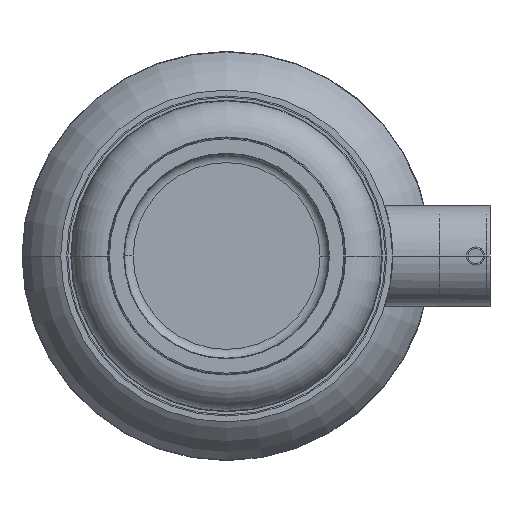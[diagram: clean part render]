
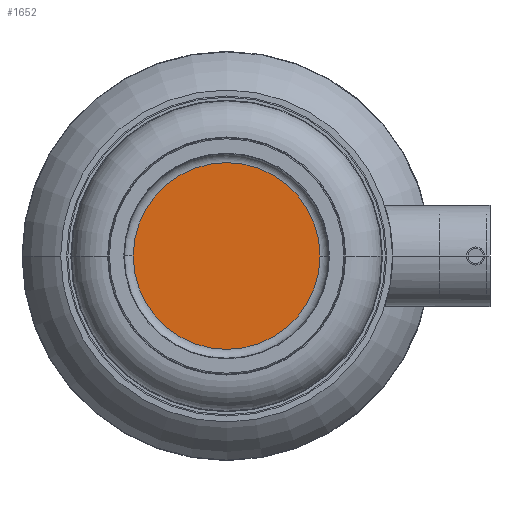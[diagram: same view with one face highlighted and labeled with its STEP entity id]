
A CAD part, front view. The second image highlights one B-rep face of the part: STEP entity #1652.
In plain terms, the highlighted face is planar.
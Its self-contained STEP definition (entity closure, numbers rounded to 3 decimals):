
#1319=CARTESIAN_POINT('',(0.,0.,-3.));
#1320=DIRECTION('',(0.,0.,1.));
#1321=DIRECTION('',(-1.,0.,0.));
#1322=AXIS2_PLACEMENT_3D('',#1319,#1320,#1321);
#1324=CARTESIAN_POINT('',(0.,0.,-3.));
#1325=DIRECTION('',(0.,0.,1.));
#1326=DIRECTION('',(1.,0.,0.));
#1327=AXIS2_PLACEMENT_3D('',#1324,#1325,#1326);
#1637=CARTESIAN_POINT('',(-25.882,0.,-3.));
#1638=CARTESIAN_POINT('',(25.882,0.,-3.));
#1639=VERTEX_POINT('',#1637);
#1640=VERTEX_POINT('',#1638);
#1641=CARTESIAN_POINT('',(0.,0.,-3.));
#1642=DIRECTION('',(0.,0.,1.));
#1643=DIRECTION('',(-1.,0.,0.));
#1644=AXIS2_PLACEMENT_3D('',#1641,#1642,#1643);
#1645=PLANE('',#1644);
#1647=ORIENTED_EDGE('',*,*,#1646,.F.);
#1649=ORIENTED_EDGE('',*,*,#1648,.F.);
#1650=EDGE_LOOP('',(#1647,#1649));
#1651=FACE_OUTER_BOUND('',#1650,.F.);
#1652=ADVANCED_FACE('',(#1651),#1645,.T.);
#1323=CIRCLE('',#1322,25.882);
#1328=CIRCLE('',#1327,25.882);
#1646=EDGE_CURVE('',#1639,#1640,#1323,.T.);
#1648=EDGE_CURVE('',#1640,#1639,#1328,.T.);
